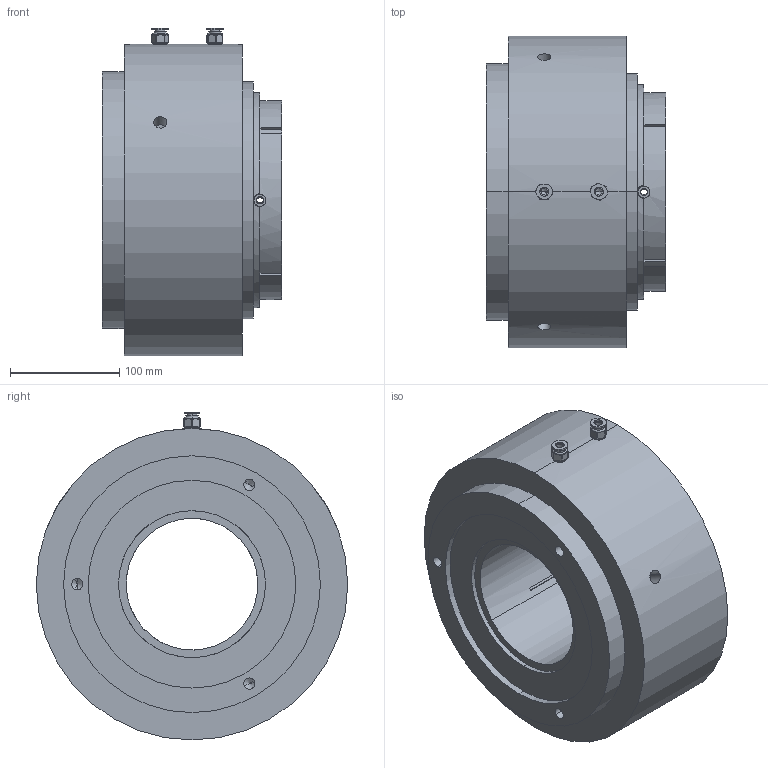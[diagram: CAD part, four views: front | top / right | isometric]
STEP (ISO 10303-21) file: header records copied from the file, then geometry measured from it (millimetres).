
FILE_DESCRIPTION (( 'STEP AP214' ), '1' );
FILE_NAME ('GXL-120 侐羲.STEP', '2023-09-05T06:09:36', ( '' ), ( '' ), 'SwSTEP 2.0', 'SolidWorks 2023', '' );
FILE_SCHEMA (( 'AUTOMOTIVE_DESIGN' ));
Length unit declared in the file: millimetre
Products named in the file (4): GXL-120 四开; GXL-120 大筒夹 四开; M12 气嘴; GXL-120 本体 四开
Assembly tree (4 placements, depth 2):
  GXL-120 四开
    GXL-120 本体 四开
    GXL-120 大筒夹 四开
    M12 气嘴  x2
Bounding box: 164 x 285 x 300 mm (x, y, z)
Volume: 6794453.7 mm3; surface area: 459215.6 mm2
Topology: 4 solids, 4 shells, 398 faces, 989 edges, 561 vertices
Faces by surface type: cylinder 182, plane 111, bspline 48, sphere 28, cone 21, torus 8
Entity records: 12295 total; most frequent: CARTESIAN_POINT 4394, DIRECTION 1329, ORIENTED_EDGE 1306, EDGE_CURVE 653, AXIS2_PLACEMENT_3D 523, VERTEX_POINT 399, EDGE_LOOP 298, LINE 283
